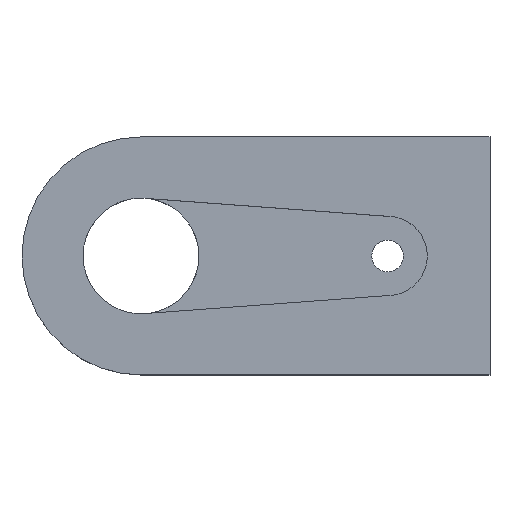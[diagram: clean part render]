
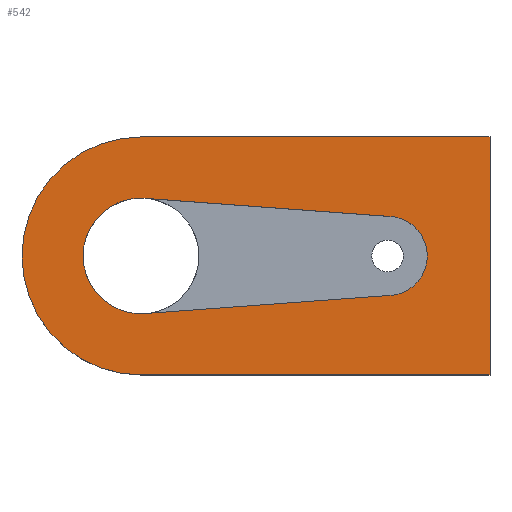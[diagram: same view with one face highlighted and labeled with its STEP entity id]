
A CAD part, top view. The second image highlights one B-rep face of the part: STEP entity #542.
In plain terms, the highlighted planar face has unit normal (0, 0, 1).
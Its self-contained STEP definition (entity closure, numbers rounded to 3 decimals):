
#8 = CARTESIAN_POINT ( 'NONE',  ( 15.55, -2.5, 5. ) ) ;
#15 = EDGE_CURVE ( 'NONE', #368, #443, #326, .T. ) ;
#17 = AXIS2_PLACEMENT_3D ( 'NONE', #348, #108, #434 ) ;
#18 = CIRCLE ( 'NONE', #504, 7.5 ) ;
#22 = CARTESIAN_POINT ( 'NONE',  ( 22., 7.5, 5. ) ) ;
#27 = DIRECTION ( 'NONE',  ( 1., 0., 0. ) ) ;
#31 = VERTEX_POINT ( 'NONE', #92 ) ;
#33 = VERTEX_POINT ( 'NONE', #300 ) ;
#35 = CARTESIAN_POINT ( 'NONE',  ( 0., 7.5, 5. ) ) ;
#37 = ORIENTED_EDGE ( 'NONE', *, *, #390, .F. ) ;
#44 = AXIS2_PLACEMENT_3D ( 'NONE', #510, #59, #222 ) ;
#45 = DIRECTION ( 'NONE',  ( 1., 0., 0. ) ) ;
#51 = VECTOR ( 'NONE', #197, 1000. ) ;
#56 = PLANE ( 'NONE',  #44 ) ;
#58 = ORIENTED_EDGE ( 'NONE', *, *, #116, .T. ) ;
#59 = DIRECTION ( 'NONE',  ( 0., 0., 1. ) ) ;
#62 = CARTESIAN_POINT ( 'NONE',  ( 18.05, 0., 5. ) ) ;
#69 = CARTESIAN_POINT ( 'NONE',  ( 22., -7.5, 5. ) ) ;
#75 = CARTESIAN_POINT ( 'NONE',  ( 0., 0., 5. ) ) ;
#81 = DIRECTION ( 'NONE',  ( -1., 0., 0. ) ) ;
#92 = CARTESIAN_POINT ( 'NONE',  ( 15.55, 2.5, 5. ) ) ;
#95 = VERTEX_POINT ( 'NONE', #146 ) ;
#105 = DIRECTION ( 'NONE',  ( 0., 0., 1. ) ) ;
#106 = VECTOR ( 'NONE', #81, 1000. ) ;
#108 = DIRECTION ( 'NONE',  ( 0., 0., 1. ) ) ;
#116 = EDGE_CURVE ( 'NONE', #158, #193, #440, .T. ) ;
#121 = AXIS2_PLACEMENT_3D ( 'NONE', #147, #528, #27 ) ;
#135 = EDGE_CURVE ( 'NONE', #95, #285, #350, .T. ) ;
#137 = CARTESIAN_POINT ( 'NONE',  ( 0., -3.65, 5. ) ) ;
#141 = ORIENTED_EDGE ( 'NONE', *, *, #458, .T. ) ;
#142 = VECTOR ( 'NONE', #479, 1000. ) ;
#143 = DIRECTION ( 'NONE',  ( 1., 0., 0. ) ) ;
#146 = CARTESIAN_POINT ( 'NONE',  ( 0., 7.5, 5. ) ) ;
#147 = CARTESIAN_POINT ( 'NONE',  ( 0., 0., 5. ) ) ;
#155 = CARTESIAN_POINT ( 'NONE',  ( 22., -7.5, 5. ) ) ;
#158 = VERTEX_POINT ( 'NONE', #307 ) ;
#160 = CARTESIAN_POINT ( 'NONE',  ( 0.537, 3.61, 5. ) ) ;
#161 = ORIENTED_EDGE ( 'NONE', *, *, #15, .F. ) ;
#163 = EDGE_LOOP ( 'NONE', ( #246, #141, #58, #330, #231 ) ) ;
#187 = VECTOR ( 'NONE', #224, 1000. ) ;
#189 = CARTESIAN_POINT ( 'NONE',  ( 0., 0., 5. ) ) ;
#193 = VERTEX_POINT ( 'NONE', #69 ) ;
#194 = EDGE_CURVE ( 'NONE', #525, #368, #226, .T. ) ;
#197 = DIRECTION ( 'NONE',  ( 1., 0., 0. ) ) ;
#204 = DIRECTION ( 'NONE',  ( 0., 0., 1. ) ) ;
#206 = CARTESIAN_POINT ( 'NONE',  ( -7.5, 0., 5. ) ) ;
#221 = VERTEX_POINT ( 'NONE', #62 ) ;
#222 = DIRECTION ( 'NONE',  ( 1., 0., 0. ) ) ;
#224 = DIRECTION ( 'NONE',  ( 0.997, 0.074, 0. ) ) ;
#226 = CIRCLE ( 'NONE', #274, 3.65 ) ;
#231 = ORIENTED_EDGE ( 'NONE', *, *, #309, .T. ) ;
#236 = CARTESIAN_POINT ( 'NONE',  ( 0., 3.65, 5. ) ) ;
#238 = CARTESIAN_POINT ( 'NONE',  ( 0.537, -3.61, 5. ) ) ;
#246 = ORIENTED_EDGE ( 'NONE', *, *, #135, .T. ) ;
#249 = EDGE_CURVE ( 'NONE', #31, #328, #275, .T. ) ;
#255 = CARTESIAN_POINT ( 'NONE',  ( 0., 0., 5. ) ) ;
#261 = FACE_BOUND ( 'NONE', #362, .T. ) ;
#262 = ORIENTED_EDGE ( 'NONE', *, *, #249, .F. ) ;
#265 = EDGE_CURVE ( 'NONE', #443, #221, #284, .T. ) ;
#269 = EDGE_CURVE ( 'NONE', #193, #33, #388, .T. ) ;
#274 = AXIS2_PLACEMENT_3D ( 'NONE', #189, #105, #393 ) ;
#275 = LINE ( 'NONE', #236, #142 ) ;
#284 = CIRCLE ( 'NONE', #17, 2.5 ) ;
#285 = VERTEX_POINT ( 'NONE', #206 ) ;
#300 = CARTESIAN_POINT ( 'NONE',  ( 22., 7.5, 5. ) ) ;
#306 = ORIENTED_EDGE ( 'NONE', *, *, #194, .F. ) ;
#307 = CARTESIAN_POINT ( 'NONE',  ( 0., -7.5, 5. ) ) ;
#309 = EDGE_CURVE ( 'NONE', #33, #95, #317, .T. ) ;
#316 = VECTOR ( 'NONE', #352, 1000. ) ;
#317 = LINE ( 'NONE', #35, #106 ) ;
#318 = CIRCLE ( 'NONE', #492, 3.65 ) ;
#326 = LINE ( 'NONE', #137, #187 ) ;
#328 = VERTEX_POINT ( 'NONE', #160 ) ;
#330 = ORIENTED_EDGE ( 'NONE', *, *, #269, .T. ) ;
#338 = CARTESIAN_POINT ( 'NONE',  ( -3.65, 0., 5. ) ) ;
#348 = CARTESIAN_POINT ( 'NONE',  ( 15.55, 0., 5. ) ) ;
#350 = CIRCLE ( 'NONE', #121, 7.5 ) ;
#352 = DIRECTION ( 'NONE',  ( 0., 1., 0. ) ) ;
#359 = EDGE_CURVE ( 'NONE', #221, #31, #448, .T. ) ;
#362 = EDGE_LOOP ( 'NONE', ( #262, #497, #452, #161, #306, #37 ) ) ;
#368 = VERTEX_POINT ( 'NONE', #238 ) ;
#377 = DIRECTION ( 'NONE',  ( 0., 0., 1. ) ) ;
#388 = LINE ( 'NONE', #22, #316 ) ;
#390 = EDGE_CURVE ( 'NONE', #328, #525, #318, .T. ) ;
#393 = DIRECTION ( 'NONE',  ( 1., 0., 0. ) ) ;
#422 = FACE_OUTER_BOUND ( 'NONE', #163, .T. ) ;
#434 = DIRECTION ( 'NONE',  ( 1., 0., 0. ) ) ;
#439 = AXIS2_PLACEMENT_3D ( 'NONE', #493, #487, #45 ) ;
#440 = LINE ( 'NONE', #155, #51 ) ;
#443 = VERTEX_POINT ( 'NONE', #8 ) ;
#448 = CIRCLE ( 'NONE', #439, 2.5 ) ;
#452 = ORIENTED_EDGE ( 'NONE', *, *, #265, .F. ) ;
#458 = EDGE_CURVE ( 'NONE', #285, #158, #18, .T. ) ;
#479 = DIRECTION ( 'NONE',  ( -0.997, 0.074, 0. ) ) ;
#487 = DIRECTION ( 'NONE',  ( 0., 0., 1. ) ) ;
#489 = DIRECTION ( 'NONE',  ( 1., 0., 0. ) ) ;
#492 = AXIS2_PLACEMENT_3D ( 'NONE', #75, #204, #489 ) ;
#493 = CARTESIAN_POINT ( 'NONE',  ( 15.55, 0., 5. ) ) ;
#497 = ORIENTED_EDGE ( 'NONE', *, *, #359, .F. ) ;
#504 = AXIS2_PLACEMENT_3D ( 'NONE', #255, #377, #143 ) ;
#510 = CARTESIAN_POINT ( 'NONE',  ( 0., 0., 5. ) ) ;
#525 = VERTEX_POINT ( 'NONE', #338 ) ;
#528 = DIRECTION ( 'NONE',  ( 0., 0., 1. ) ) ;
#542 = ADVANCED_FACE ( 'NONE', ( #261, #422 ), #56, .T. ) ;
